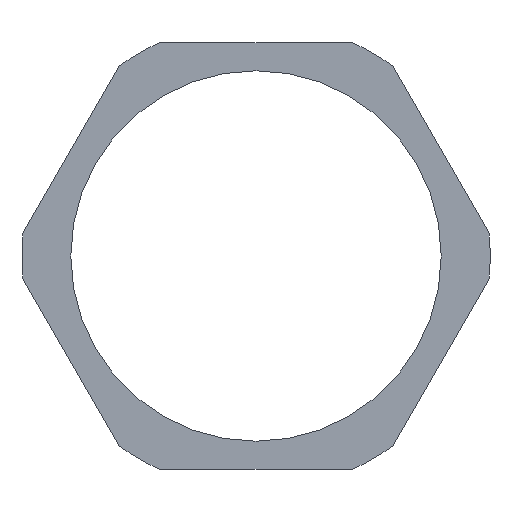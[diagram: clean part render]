
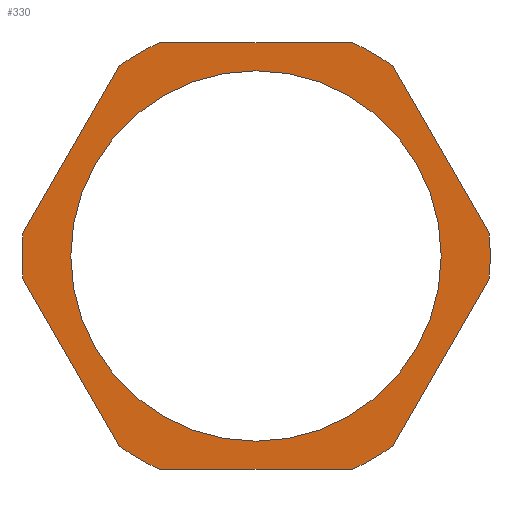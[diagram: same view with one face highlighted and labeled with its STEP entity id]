
A CAD part, left-side view. The second image highlights one B-rep face of the part: STEP entity #330.
In plain terms, the highlighted planar face has unit normal (-1, 0, 0).
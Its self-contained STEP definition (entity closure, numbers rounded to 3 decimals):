
#2 = CARTESIAN_POINT ( 'NONE',  ( -7.5, 22.5, 20.5 ) ) ;
#3 = VERTEX_POINT ( 'NONE', #244 ) ;
#8 = CARTESIAN_POINT ( 'NONE',  ( -7.5, 22.5, 0. ) ) ;
#14 = CARTESIAN_POINT ( 'NONE',  ( -7.5, -12.129, -19.993 ) ) ;
#17 = CIRCLE ( 'NONE', #241, 22.5 ) ;
#25 = ORIENTED_EDGE ( 'NONE', *, *, #427, .F. ) ;
#32 = EDGE_CURVE ( 'NONE', #215, #615, #180, .T. ) ;
#33 = EDGE_CURVE ( 'NONE', #233, #616, #304, .T. ) ;
#34 = CIRCLE ( 'NONE', #234, 17.8 ) ;
#36 = AXIS2_PLACEMENT_3D ( 'NONE', #359, #58, #412 ) ;
#40 = CARTESIAN_POINT ( 'NONE',  ( -7.5, 9.274, -20.5 ) ) ;
#42 = VERTEX_POINT ( 'NONE', #84 ) ;
#47 = DIRECTION ( 'NONE',  ( 0., 1., 0. ) ) ;
#51 = DIRECTION ( 'NONE',  ( 1., 0., 0. ) ) ;
#52 = CIRCLE ( 'NONE', #274, 17.8 ) ;
#56 = CARTESIAN_POINT ( 'NONE',  ( -7.5, 0., 0. ) ) ;
#58 = DIRECTION ( 'NONE',  ( 1., 0., 0. ) ) ;
#69 = LINE ( 'NONE', #400, #326 ) ;
#79 = EDGE_CURVE ( 'NONE', #110, #282, #524, .T. ) ;
#80 = VERTEX_POINT ( 'NONE', #349 ) ;
#84 = CARTESIAN_POINT ( 'NONE',  ( -7.5, 13.117, 18.281 ) ) ;
#87 = ORIENTED_EDGE ( 'NONE', *, *, #415, .T. ) ;
#95 = CARTESIAN_POINT ( 'NONE',  ( -7.5, -9.274, 20.5 ) ) ;
#101 = CARTESIAN_POINT ( 'NONE',  ( -7.5, 0., 0. ) ) ;
#104 = DIRECTION ( 'NONE',  ( 0., 0., -1. ) ) ;
#106 = EDGE_CURVE ( 'NONE', #233, #615, #17, .T. ) ;
#110 = VERTEX_POINT ( 'NONE', #95 ) ;
#116 = EDGE_LOOP ( 'NONE', ( #164, #603, #335, #182, #564, #87, #608, #420, #25, #325, #131, #306 ) ) ;
#128 = VECTOR ( 'NONE', #318, 1000. ) ;
#131 = ORIENTED_EDGE ( 'NONE', *, *, #106, .F. ) ;
#132 = CARTESIAN_POINT ( 'NONE',  ( -7.5, 22.39, -2.219 ) ) ;
#133 = CARTESIAN_POINT ( 'NONE',  ( -7.5, 0., 0. ) ) ;
#135 = VERTEX_POINT ( 'NONE', #500 ) ;
#138 = CARTESIAN_POINT ( 'NONE',  ( -7.5, 13.117, -18.281 ) ) ;
#140 = CARTESIAN_POINT ( 'NONE',  ( -7.5, 0., 0. ) ) ;
#149 = DIRECTION ( 'NONE',  ( 0., 0., -1. ) ) ;
#162 = VECTOR ( 'NONE', #626, 1000. ) ;
#164 = ORIENTED_EDGE ( 'NONE', *, *, #316, .F. ) ;
#176 = EDGE_LOOP ( 'NONE', ( #465, #528 ) ) ;
#179 = AXIS2_PLACEMENT_3D ( 'NONE', #140, #494, #201 ) ;
#180 = LINE ( 'NONE', #438, #162 ) ;
#182 = ORIENTED_EDGE ( 'NONE', *, *, #188, .T. ) ;
#188 = EDGE_CURVE ( 'NONE', #602, #282, #239, .T. ) ;
#191 = DIRECTION ( 'NONE',  ( 0., 0., -1. ) ) ;
#201 = DIRECTION ( 'NONE',  ( 0., 0., -1. ) ) ;
#205 = LINE ( 'NONE', #2, #573 ) ;
#206 = AXIS2_PLACEMENT_3D ( 'NONE', #356, #51, #406 ) ;
#212 = PLANE ( 'NONE',  #473 ) ;
#213 = VERTEX_POINT ( 'NONE', #486 ) ;
#215 = VERTEX_POINT ( 'NONE', #132 ) ;
#218 = DIRECTION ( 'NONE',  ( -1., 0., 0. ) ) ;
#227 = VECTOR ( 'NONE', #291, 1000. ) ;
#233 = VERTEX_POINT ( 'NONE', #40 ) ;
#234 = AXIS2_PLACEMENT_3D ( 'NONE', #101, #455, #149 ) ;
#239 = LINE ( 'NONE', #520, #227 ) ;
#241 = AXIS2_PLACEMENT_3D ( 'NONE', #257, #589, #303 ) ;
#244 = CARTESIAN_POINT ( 'NONE',  ( -7.5, 9.274, 20.5 ) ) ;
#253 = DIRECTION ( 'NONE',  ( 1., 0., 0. ) ) ;
#257 = CARTESIAN_POINT ( 'NONE',  ( -7.5, 0., 0. ) ) ;
#269 = EDGE_CURVE ( 'NONE', #42, #3, #570, .T. ) ;
#274 = AXIS2_PLACEMENT_3D ( 'NONE', #56, #410, #104 ) ;
#276 = VERTEX_POINT ( 'NONE', #537 ) ;
#282 = VERTEX_POINT ( 'NONE', #354 ) ;
#291 = DIRECTION ( 'NONE',  ( 0., 0.5, 0.866 ) ) ;
#294 = EDGE_CURVE ( 'NONE', #490, #80, #34, .T. ) ;
#303 = DIRECTION ( 'NONE',  ( 0., 0., -1. ) ) ;
#304 = LINE ( 'NONE', #390, #546 ) ;
#306 = ORIENTED_EDGE ( 'NONE', *, *, #33, .T. ) ;
#316 = EDGE_CURVE ( 'NONE', #213, #616, #513, .T. ) ;
#318 = DIRECTION ( 'NONE',  ( 0., -0.5, 0.866 ) ) ;
#325 = ORIENTED_EDGE ( 'NONE', *, *, #32, .T. ) ;
#326 = VECTOR ( 'NONE', #451, 1000. ) ;
#330 = ADVANCED_FACE ( 'NONE', ( #636, #385 ), #212, .T. ) ;
#335 = ORIENTED_EDGE ( 'NONE', *, *, #569, .F. ) ;
#349 = CARTESIAN_POINT ( 'NONE',  ( -7.5, 0., -17.8 ) ) ;
#354 = CARTESIAN_POINT ( 'NONE',  ( -7.5, -13.117, 18.281 ) ) ;
#356 = CARTESIAN_POINT ( 'NONE',  ( -7.5, 0., 0. ) ) ;
#358 = CARTESIAN_POINT ( 'NONE',  ( -7.5, 0., 17.8 ) ) ;
#359 = CARTESIAN_POINT ( 'NONE',  ( -7.5, 0., 0. ) ) ;
#370 = AXIS2_PLACEMENT_3D ( 'NONE', #539, #253, #585 ) ;
#378 = CIRCLE ( 'NONE', #408, 22.5 ) ;
#385 = FACE_OUTER_BOUND ( 'NONE', #116, .T. ) ;
#388 = LINE ( 'NONE', #14, #128 ) ;
#390 = CARTESIAN_POINT ( 'NONE',  ( -7.5, 22.5, -20.5 ) ) ;
#392 = CARTESIAN_POINT ( 'NONE',  ( -7.5, -22.39, 2.219 ) ) ;
#400 = CARTESIAN_POINT ( 'NONE',  ( -7.5, 23.379, 0.507 ) ) ;
#406 = DIRECTION ( 'NONE',  ( 0., 0., -1. ) ) ;
#408 = AXIS2_PLACEMENT_3D ( 'NONE', #133, #487, #191 ) ;
#410 = DIRECTION ( 'NONE',  ( 1., 0., 0. ) ) ;
#412 = DIRECTION ( 'NONE',  ( 0., 0., -1. ) ) ;
#415 = EDGE_CURVE ( 'NONE', #110, #3, #205, .T. ) ;
#418 = EDGE_CURVE ( 'NONE', #42, #276, #69, .T. ) ;
#420 = ORIENTED_EDGE ( 'NONE', *, *, #418, .T. ) ;
#427 = EDGE_CURVE ( 'NONE', #215, #276, #565, .T. ) ;
#438 = CARTESIAN_POINT ( 'NONE',  ( -7.5, 23.379, -0.507 ) ) ;
#440 = DIRECTION ( 'NONE',  ( 0., -1., 0. ) ) ;
#451 = DIRECTION ( 'NONE',  ( 0., 0.5, -0.866 ) ) ;
#455 = DIRECTION ( 'NONE',  ( 1., 0., 0. ) ) ;
#465 = ORIENTED_EDGE ( 'NONE', *, *, #472, .T. ) ;
#472 = EDGE_CURVE ( 'NONE', #80, #490, #52, .T. ) ;
#473 = AXIS2_PLACEMENT_3D ( 'NONE', #8, #218, #556 ) ;
#486 = CARTESIAN_POINT ( 'NONE',  ( -7.5, -13.117, -18.281 ) ) ;
#487 = DIRECTION ( 'NONE',  ( 1., 0., 0. ) ) ;
#490 = VERTEX_POINT ( 'NONE', #358 ) ;
#491 = CARTESIAN_POINT ( 'NONE',  ( -7.5, -9.274, -20.5 ) ) ;
#494 = DIRECTION ( 'NONE',  ( 1., 0., 0. ) ) ;
#500 = CARTESIAN_POINT ( 'NONE',  ( -7.5, -22.39, -2.219 ) ) ;
#513 = CIRCLE ( 'NONE', #36, 22.5 ) ;
#520 = CARTESIAN_POINT ( 'NONE',  ( -7.5, -12.129, 19.993 ) ) ;
#524 = CIRCLE ( 'NONE', #370, 22.5 ) ;
#528 = ORIENTED_EDGE ( 'NONE', *, *, #294, .T. ) ;
#529 = EDGE_CURVE ( 'NONE', #213, #135, #388, .T. ) ;
#537 = CARTESIAN_POINT ( 'NONE',  ( -7.5, 22.39, 2.219 ) ) ;
#539 = CARTESIAN_POINT ( 'NONE',  ( -7.5, 0., 0. ) ) ;
#546 = VECTOR ( 'NONE', #440, 1000. ) ;
#556 = DIRECTION ( 'NONE',  ( 0., 0., 1. ) ) ;
#564 = ORIENTED_EDGE ( 'NONE', *, *, #79, .F. ) ;
#565 = CIRCLE ( 'NONE', #206, 22.5 ) ;
#569 = EDGE_CURVE ( 'NONE', #602, #135, #378, .T. ) ;
#570 = CIRCLE ( 'NONE', #179, 22.5 ) ;
#573 = VECTOR ( 'NONE', #47, 1000. ) ;
#585 = DIRECTION ( 'NONE',  ( 0., 0., -1. ) ) ;
#589 = DIRECTION ( 'NONE',  ( 1., 0., 0. ) ) ;
#602 = VERTEX_POINT ( 'NONE', #392 ) ;
#603 = ORIENTED_EDGE ( 'NONE', *, *, #529, .T. ) ;
#608 = ORIENTED_EDGE ( 'NONE', *, *, #269, .F. ) ;
#615 = VERTEX_POINT ( 'NONE', #138 ) ;
#616 = VERTEX_POINT ( 'NONE', #491 ) ;
#626 = DIRECTION ( 'NONE',  ( 0., -0.5, -0.866 ) ) ;
#636 = FACE_BOUND ( 'NONE', #176, .T. ) ;
